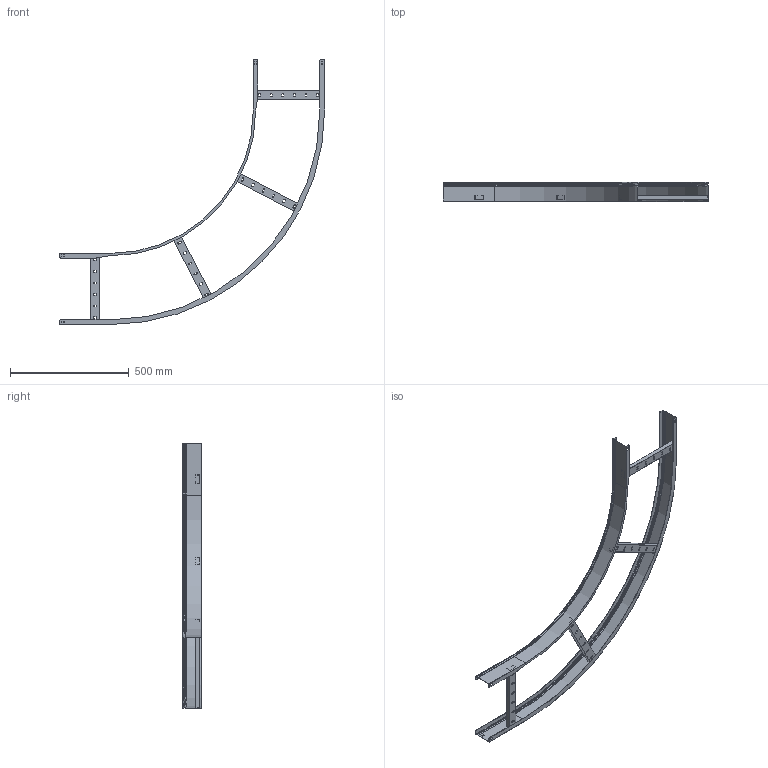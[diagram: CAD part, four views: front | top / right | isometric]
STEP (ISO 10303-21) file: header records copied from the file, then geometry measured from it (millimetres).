
FILE_DESCRIPTION (( 'STEP AP214' ), '1' );
FILE_NAME ('EAPG05-4--06.STEP', '2021-03-08T15:44:04', ( '' ), ( '' ), 'SwSTEP 2.0', 'SolidWorks 2017', '' );
FILE_SCHEMA (( 'AUTOMOTIVE_DESIGN' ));
Length unit declared in the file: millimetre
Products named in the file (4): ÊÈÂÀ 095.00.03 Ïëàíêà ïîïåðå÷íàÿ-00_-02; ÊÈÂÀ 195.06.01 Ëîíæåðîí áàçîâûé-00_-01; 嗜吕 195.06.02 祟礞屦铐 铗忮蝽-00_-06; EAPG05-4--06
Assembly tree (6 placements, depth 2):
  EAPG05-4--06
    ÊÈÂÀ 195.06.01 Ëîíæåðîí áàçîâûé-00_-01
    ÊÈÂÀ 095.00.03 Ïëàíêà ïîïåðå÷íàÿ-00_-02  x4
    嗜吕 195.06.02 祟礞屦铐 铗忮蝽-00_-06
Bounding box: 1117.6 x 80 x 1117 mm (x, y, z)
Volume: 558720.2 mm3; surface area: 944591.7 mm2
Topology: 6 solids, 6 shells, 434 faces, 1126 edges, 704 vertices
Faces by surface type: plane 304, cylinder 104, torus 18, cone 8
Entity records: 7974 total; most frequent: DIRECTION 1378, CARTESIAN_POINT 1331, ORIENTED_EDGE 1316, EDGE_CURVE 658, LINE 500, VECTOR 500, AXIS2_PLACEMENT_3D 439, VERTEX_POINT 392
